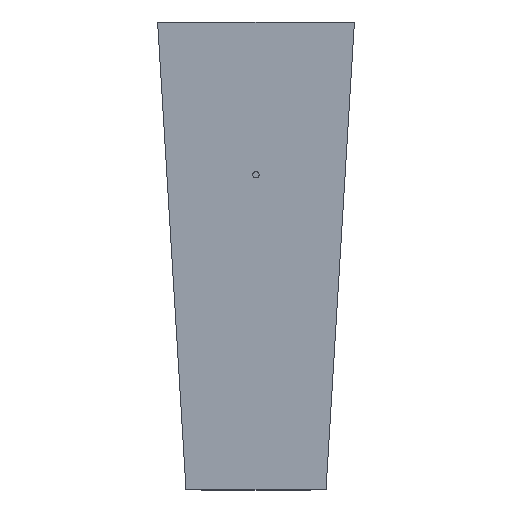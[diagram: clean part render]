
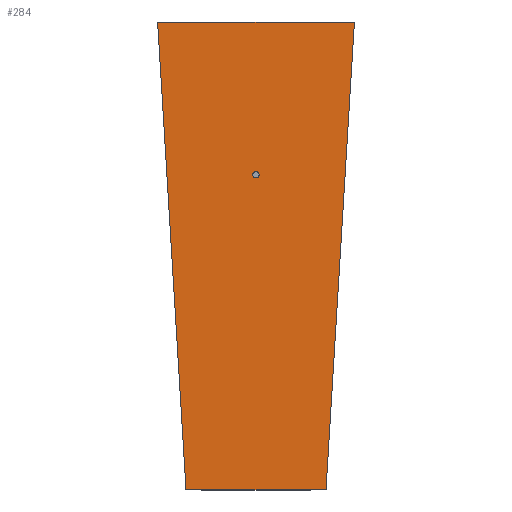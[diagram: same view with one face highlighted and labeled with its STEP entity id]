
A CAD part, top view. The second image highlights one B-rep face of the part: STEP entity #284.
In plain terms, the highlighted planar face has unit normal (0, 0, 1).
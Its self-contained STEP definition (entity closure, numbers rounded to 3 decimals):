
#170=CARTESIAN_POINT('',(21.991,-127.,-2.2));
#171=VERTEX_POINT('',#170);
#172=CARTESIAN_POINT('',(-21.991,-127.,-2.2));
#173=VERTEX_POINT('',#172);
#174=CARTESIAN_POINT('',(21.991,-127.,-2.2));
#175=DIRECTION('',(-1.,0.,0.));
#176=VECTOR('',#175,43.981);
#177=LINE('',#174,#176);
#178=EDGE_CURVE('',#171,#173,#177,.T.);
#227=CARTESIAN_POINT('',(-30.9,20.,-2.2));
#228=VERTEX_POINT('',#227);
#235=CARTESIAN_POINT('',(30.9,20.,-2.2));
#236=VERTEX_POINT('',#235);
#237=CARTESIAN_POINT('',(30.9,20.,-2.2));
#238=DIRECTION('',(-1.,-0.,0.));
#239=VECTOR('',#238,61.799);
#240=LINE('',#237,#239);
#241=EDGE_CURVE('',#236,#228,#240,.T.);
#252=CARTESIAN_POINT('',(0.,0.,-2.2));
#253=DIRECTION('',(0.,0.,1.));
#254=DIRECTION('',(1.,0.,0.));
#255=AXIS2_PLACEMENT_3D('',#252,#253,#254);
#256=PLANE('',#255);
#257=CARTESIAN_POINT('',(0.997,-27.984,-2.2));
#258=VERTEX_POINT('',#257);
#259=CARTESIAN_POINT('',(-0.003,-27.984,-2.2));
#260=DIRECTION('',(0.,0.,1.));
#261=DIRECTION('',(1.,0.,-0.));
#262=AXIS2_PLACEMENT_3D('',#259,#260,#261);
#263=CIRCLE('',#262,1.);
#264=EDGE_CURVE('',#258,#258,#263,.T.);
#265=ORIENTED_EDGE('',*,*,#264,.F.);
#266=EDGE_LOOP('',(#265));
#267=FACE_BOUND('',#266,.T.);
#268=CARTESIAN_POINT('',(-21.991,-127.,-2.2));
#269=DIRECTION('',(-0.06,0.998,0.));
#270=VECTOR('',#269,147.27);
#271=LINE('',#268,#270);
#272=EDGE_CURVE('',#173,#228,#271,.T.);
#273=ORIENTED_EDGE('',*,*,#272,.F.);
#274=ORIENTED_EDGE('',*,*,#178,.F.);
#275=CARTESIAN_POINT('',(30.9,20.,-2.2));
#276=DIRECTION('',(-0.06,-0.998,0.));
#277=VECTOR('',#276,147.27);
#278=LINE('',#275,#277);
#279=EDGE_CURVE('',#236,#171,#278,.T.);
#280=ORIENTED_EDGE('',*,*,#279,.F.);
#281=ORIENTED_EDGE('',*,*,#241,.T.);
#282=EDGE_LOOP('',(#273,#274,#280,#281));
#283=FACE_BOUND('',#282,.T.);
#284=ADVANCED_FACE('',(#267,#283),#256,.T.);
